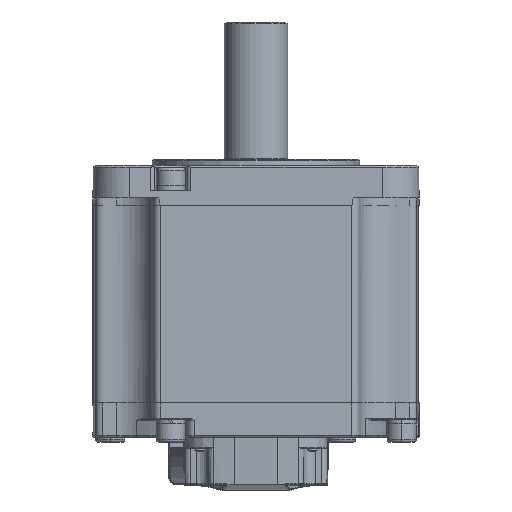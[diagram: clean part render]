
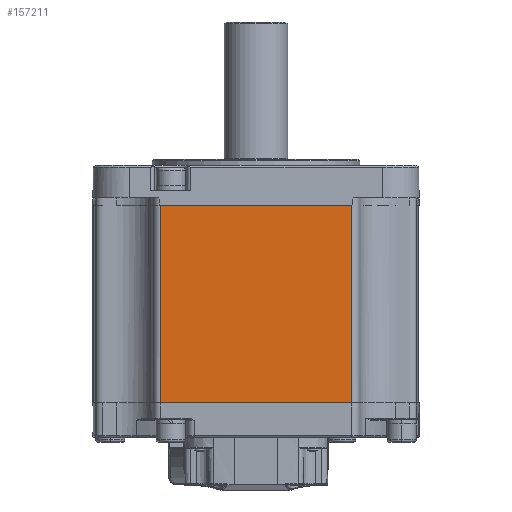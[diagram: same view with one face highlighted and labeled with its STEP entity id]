
A CAD part, front view. The second image highlights one B-rep face of the part: STEP entity #157211.
In plain terms, the highlighted planar face has unit normal (0, -1, 0).
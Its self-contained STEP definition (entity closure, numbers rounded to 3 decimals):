
#1825 = CARTESIAN_POINT ( 'NONE',  ( -52.75, -90., -54.5 ) ) ;
#1874 = VERTEX_POINT ( 'NONE', #68528 ) ;
#8172 = CARTESIAN_POINT ( 'NONE',  ( -52.75, -90., 54.5 ) ) ;
#11699 = AXIS2_PLACEMENT_3D ( 'NONE', #58815, #112285, #149801 ) ;
#21712 = ORIENTED_EDGE ( 'NONE', *, *, #76095, .T. ) ;
#25142 = EDGE_LOOP ( 'NONE', ( #143599, #167861, #108206, #21712, #40182 ) ) ;
#28855 = EDGE_CURVE ( 'NONE', #1874, #31872, #60090, .T. ) ;
#31872 = VERTEX_POINT ( 'NONE', #41708 ) ;
#32593 = VECTOR ( 'NONE', #60680, 1000. ) ;
#34994 = VERTEX_POINT ( 'NONE', #59687 ) ;
#40182 = ORIENTED_EDGE ( 'NONE', *, *, #49721, .T. ) ;
#41708 = CARTESIAN_POINT ( 'NONE',  ( 52.75, -90., -54.5 ) ) ;
#49721 = EDGE_CURVE ( 'NONE', #164504, #34994, #131181, .T. ) ;
#55050 = DIRECTION ( 'NONE',  ( 1., 0., 0. ) ) ;
#58116 = VECTOR ( 'NONE', #95162, 1000. ) ;
#58815 = CARTESIAN_POINT ( 'NONE',  ( -52.75, -90., 55. ) ) ;
#59687 = CARTESIAN_POINT ( 'NONE',  ( -0.423, -90., -54.5 ) ) ;
#60090 = LINE ( 'NONE', #146427, #58116 ) ;
#60680 = DIRECTION ( 'NONE',  ( 0., 0., -1. ) ) ;
#64879 = LINE ( 'NONE', #8172, #81172 ) ;
#68528 = CARTESIAN_POINT ( 'NONE',  ( 52.75, -90., 54.5 ) ) ;
#71245 = DIRECTION ( 'NONE',  ( 1., 0., 0. ) ) ;
#72486 = PLANE ( 'NONE',  #11699 ) ;
#75312 = LINE ( 'NONE', #86208, #32593 ) ;
#76095 = EDGE_CURVE ( 'NONE', #93307, #164504, #75312, .T. ) ;
#80208 = FACE_OUTER_BOUND ( 'NONE', #25142, .T. ) ;
#81172 = VECTOR ( 'NONE', #71245, 1000. ) ;
#84781 = EDGE_CURVE ( 'NONE', #31872, #34994, #156166, .T. ) ;
#86208 = CARTESIAN_POINT ( 'NONE',  ( -52.75, -90., 55. ) ) ;
#92677 = CARTESIAN_POINT ( 'NONE',  ( -52.75, -90., -54.5 ) ) ;
#93290 = DIRECTION ( 'NONE',  ( -1., 0., 0. ) ) ;
#93307 = VERTEX_POINT ( 'NONE', #168850 ) ;
#95162 = DIRECTION ( 'NONE',  ( 0., 0., -1. ) ) ;
#99207 = VECTOR ( 'NONE', #93290, 1000. ) ;
#108206 = ORIENTED_EDGE ( 'NONE', *, *, #125317, .F. ) ;
#112285 = DIRECTION ( 'NONE',  ( 0., 1., 0. ) ) ;
#116956 = VECTOR ( 'NONE', #55050, 1000. ) ;
#122160 = CARTESIAN_POINT ( 'NONE',  ( -52.75, -90., -54.5 ) ) ;
#125317 = EDGE_CURVE ( 'NONE', #93307, #1874, #64879, .T. ) ;
#131181 = LINE ( 'NONE', #122160, #116956 ) ;
#143599 = ORIENTED_EDGE ( 'NONE', *, *, #84781, .F. ) ;
#146427 = CARTESIAN_POINT ( 'NONE',  ( 52.75, -90., 55. ) ) ;
#149801 = DIRECTION ( 'NONE',  ( -1., 0., 0. ) ) ;
#156166 = LINE ( 'NONE', #1825, #99207 ) ;
#157211 = ADVANCED_FACE ( 'NONE', ( #80208 ), #72486, .F. ) ;
#164504 = VERTEX_POINT ( 'NONE', #92677 ) ;
#167861 = ORIENTED_EDGE ( 'NONE', *, *, #28855, .F. ) ;
#168850 = CARTESIAN_POINT ( 'NONE',  ( -52.75, -90., 54.5 ) ) ;
